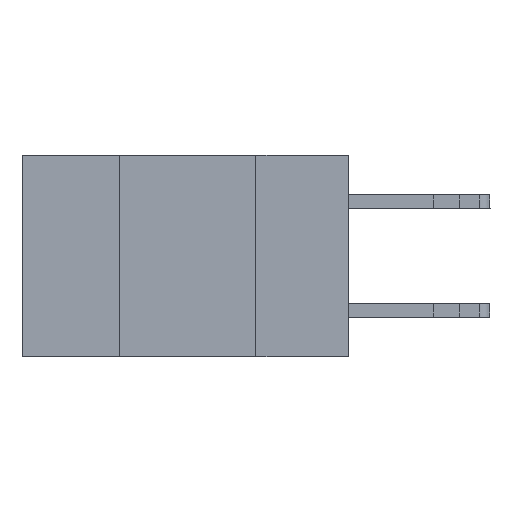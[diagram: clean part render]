
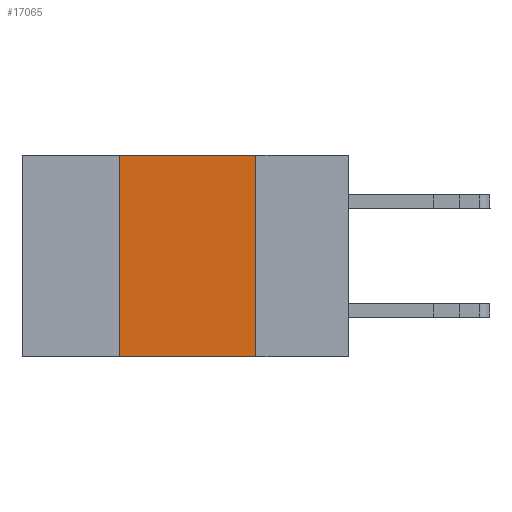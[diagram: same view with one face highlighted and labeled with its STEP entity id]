
A CAD part, left-side view. The second image highlights one B-rep face of the part: STEP entity #17065.
In plain terms, the highlighted planar face has unit normal (-1, 0, 0).
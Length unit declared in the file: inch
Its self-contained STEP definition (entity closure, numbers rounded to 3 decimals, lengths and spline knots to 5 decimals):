
#379 = VECTOR ( 'NONE', #1203, 39.37008 ) ;
#512 = CARTESIAN_POINT ( 'NONE',  ( 0., 0.17, -0.37 ) ) ;
#841 = CARTESIAN_POINT ( 'NONE',  ( 0., 0.42, -0.37 ) ) ;
#1203 = DIRECTION ( 'NONE',  ( 0., 0., -1. ) ) ;
#2698 = VECTOR ( 'NONE', #19552, 39.37008 ) ;
#2864 = EDGE_CURVE ( 'NONE', #21202, #17665, #10878, .T. ) ;
#2988 = VECTOR ( 'NONE', #12373, 39.37008 ) ;
#3746 = ORIENTED_EDGE ( 'NONE', *, *, #19236, .F. ) ;
#4735 = LINE ( 'NONE', #7678, #11311 ) ;
#5433 = PLANE ( 'NONE',  #14354 ) ;
#5736 = LINE ( 'NONE', #841, #2988 ) ;
#7015 = EDGE_CURVE ( 'NONE', #19770, #14141, #4735, .T. ) ;
#7678 = CARTESIAN_POINT ( 'NONE',  ( 0., 0.6, 0. ) ) ;
#9627 = CARTESIAN_POINT ( 'NONE',  ( 0., 0.42, -0.37 ) ) ;
#9630 = DIRECTION ( 'NONE',  ( 0., -1., 0. ) ) ;
#9703 = ORIENTED_EDGE ( 'NONE', *, *, #7015, .F. ) ;
#10207 = DIRECTION ( 'NONE',  ( 1., 0., 0. ) ) ;
#10878 = LINE ( 'NONE', #17500, #2698 ) ;
#11311 = VECTOR ( 'NONE', #9630, 39.37008 ) ;
#12373 = DIRECTION ( 'NONE',  ( 0., 0., 1. ) ) ;
#12463 = EDGE_LOOP ( 'NONE', ( #16144, #9703, #3746, #17558 ) ) ;
#14141 = VERTEX_POINT ( 'NONE', #16754 ) ;
#14354 = AXIS2_PLACEMENT_3D ( 'NONE', #18570, #10207, #18467 ) ;
#14426 = EDGE_CURVE ( 'NONE', #14141, #17665, #16211, .T. ) ;
#14516 = CARTESIAN_POINT ( 'NONE',  ( 0., 0.42, 0. ) ) ;
#16144 = ORIENTED_EDGE ( 'NONE', *, *, #14426, .F. ) ;
#16211 = LINE ( 'NONE', #19454, #379 ) ;
#16754 = CARTESIAN_POINT ( 'NONE',  ( 0., 0.17, 0. ) ) ;
#17065 = ADVANCED_FACE ( 'NONE', ( #19992 ), #5433, .F. ) ;
#17500 = CARTESIAN_POINT ( 'NONE',  ( 0., 0.6, -0.37 ) ) ;
#17558 = ORIENTED_EDGE ( 'NONE', *, *, #2864, .T. ) ;
#17665 = VERTEX_POINT ( 'NONE', #512 ) ;
#18467 = DIRECTION ( 'NONE',  ( 0., 0., -1. ) ) ;
#18570 = CARTESIAN_POINT ( 'NONE',  ( 0., 0.6, 0. ) ) ;
#19236 = EDGE_CURVE ( 'NONE', #21202, #19770, #5736, .T. ) ;
#19454 = CARTESIAN_POINT ( 'NONE',  ( 0., 0.17, -0.37 ) ) ;
#19552 = DIRECTION ( 'NONE',  ( 0., -1., 0. ) ) ;
#19770 = VERTEX_POINT ( 'NONE', #14516 ) ;
#19992 = FACE_OUTER_BOUND ( 'NONE', #12463, .T. ) ;
#21202 = VERTEX_POINT ( 'NONE', #9627 ) ;
